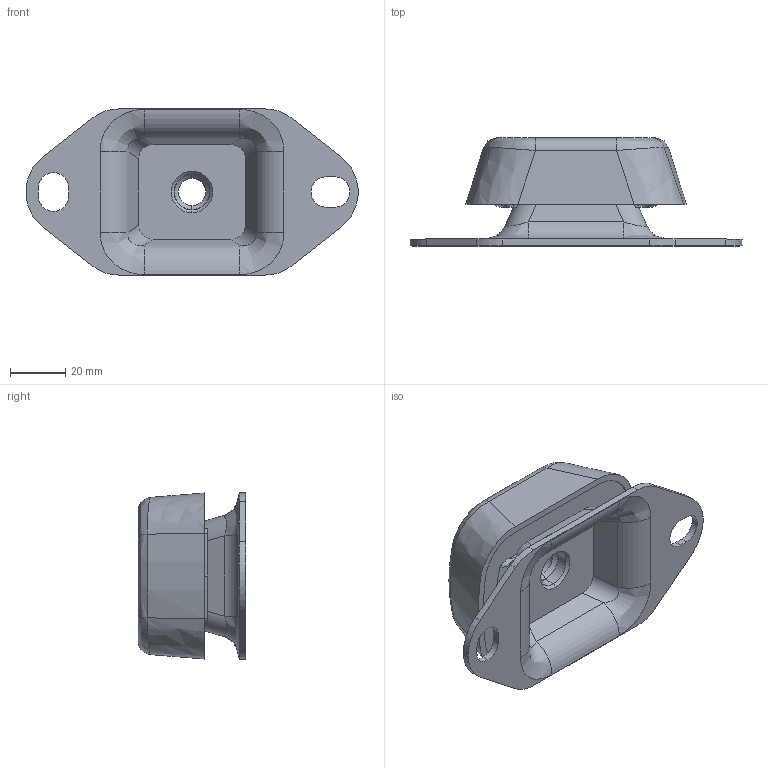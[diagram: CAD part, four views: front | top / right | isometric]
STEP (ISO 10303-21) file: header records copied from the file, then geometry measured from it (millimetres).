
FILE_DESCRIPTION (( 'STEP AP214' ), '1' );
FILE_NAME ('210620_Topfelement_Schwingmetall_ContiTech.STEP', '2012-03-30T06:34:15', ( 'Continental AG' ), ( 'Continental AG' ), 'SwSTEP 2.0', 'SolidWorks 2010', '' );
FILE_SCHEMA (( 'AUTOMOTIVE_DESIGN' ));
Length unit declared in the file: millimetre
Products named in the file (1): 210620_Topfelement_Schwingmetall_ContiTech
Bounding box: 119.89 x 39 x 60 mm (x, y, z)
Volume: 101802.4 mm3; surface area: 25309.3 mm2
Topology: 1 solids, 5 shells, 126 faces, 300 edges, 190 vertices
Faces by surface type: plane 44, bspline 38, cylinder 35, cone 9
Entity records: 7332 total; most frequent: CARTESIAN_POINT 3325, ORIENTED_EDGE 600, DIRECTION 434, EDGE_CURVE 300, VERTEX_POINT 190, AXIS2_PLACEMENT_3D 159, EDGE_LOOP 138, UNCERTAINTY_MEASURE_WITH_UNIT 129
